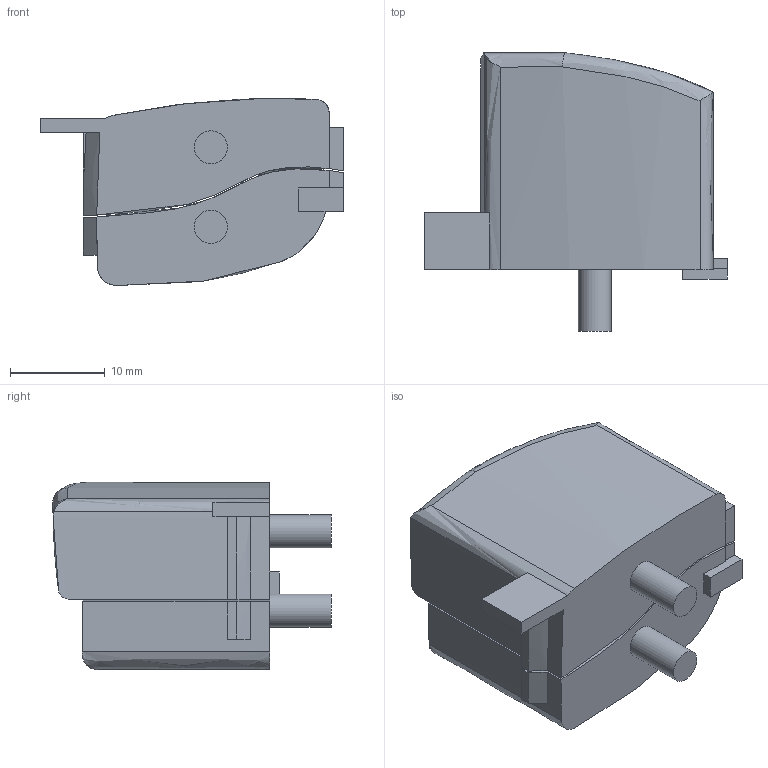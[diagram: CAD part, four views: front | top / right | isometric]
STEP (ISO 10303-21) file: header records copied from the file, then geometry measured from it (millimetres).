
FILE_DESCRIPTION(/* description */ (''),/* implementation_level */ '2;1');
FILE_NAME(/* name */ 'double_mouseclick_buttons.step',/* time_stamp */ '2023-07-23T15:59:43-06:00',/* author */ (''),/* organization */ (''),/* preprocessor_version */ 'ST-DEVELOPER v19.2',/* originating_system */ 'Autodesk Translation Framework v12.6.0.85',/* authorisation */ '');
FILE_SCHEMA (('AUTOMOTIVE_DESIGN { 1 0 10303 214 3 1 1 }'));
Length unit declared in the file: millimetre
Products named in the file (1): double-R manually
Bounding box: 32.01 x 29.44 x 19.79 mm (x, y, z)
Volume: 8923.3 mm3; surface area: 3776.9 mm2
Topology: 2 solids, 2 shells, 116 faces, 322 edges, 216 vertices
Faces by surface type: bspline 67, plane 47, cylinder 2
Full cylindrical faces by diameter (mm): 3.5 x2
Entity records: 8996 total; most frequent: CARTESIAN_POINT 6626, ORIENTED_EDGE 644, EDGE_CURVE 322, DIRECTION 217, VERTEX_POINT 216, B_SPLINE_CURVE_WITH_KNOTS 199, EDGE_LOOP 122, FACE_OUTER_BOUND 116
